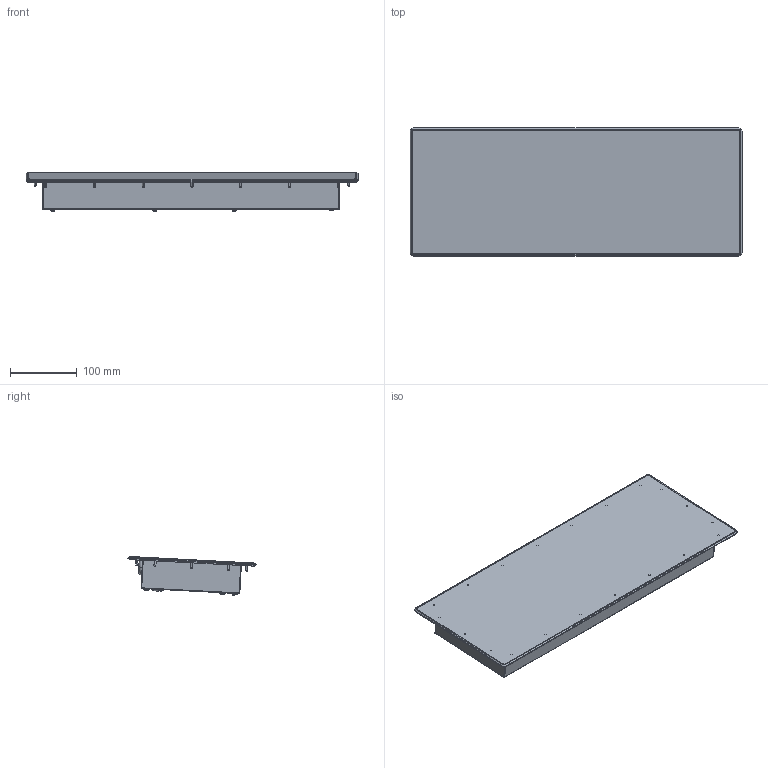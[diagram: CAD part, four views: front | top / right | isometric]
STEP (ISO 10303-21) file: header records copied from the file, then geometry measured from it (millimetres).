
FILE_DESCRIPTION((''),'2;1');
FILE_NAME('CAD-7308_SW0001','2021-09-01T10:34:22',('creinig-se'),(''),'CREO PARAMETRIC BY PTC INC, 2019292','CREO PARAMETRIC BY PTC INC, 2019292','');
FILE_SCHEMA(('CONFIG_CONTROL_DESIGN','SHAPE_APPEARANCE_LAYERS_GROUPS'));
Length unit declared in the file: millimetre
Products named in the file (1): CAD-7308_SW0001
Bounding box: 496.6 x 191.62 x 58.46 mm (x, y, z)
Volume: 3178781.1 mm3; surface area: 355310.5 mm2
Topology: 1 solids, 1 shells, 744 faces, 1828 edges, 1158 vertices
Faces by surface type: plane 264, cylinder 264, cone 164, torus 40, sphere 10, bspline 2
Entity records: 31486 total; most frequent: CARTESIAN_POINT 6438, DIRECTION 4182, ORIENTED_EDGE 3656, EDGE_CURVE 1828, AXIS2_PLACEMENT_3D 1708, VERTEX_POINT 1158, FILL_AREA_STYLE_COLOUR 1044, FILL_AREA_STYLE 1044
